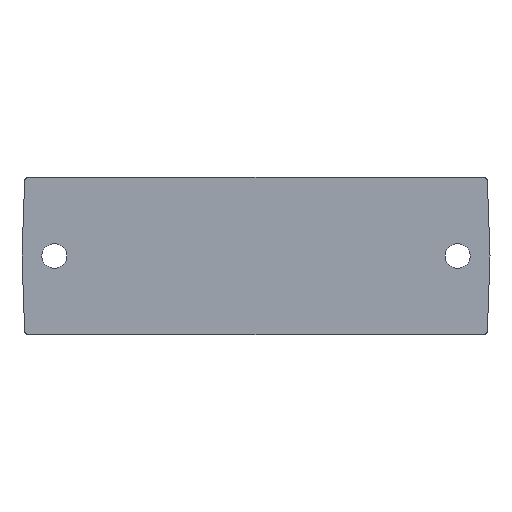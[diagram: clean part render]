
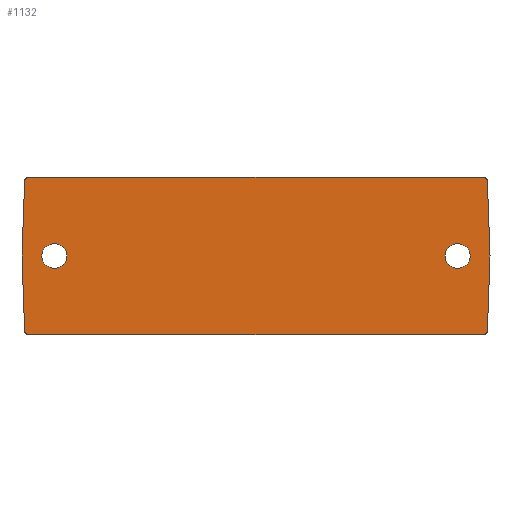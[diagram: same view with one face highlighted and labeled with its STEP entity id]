
A CAD part, front view. The second image highlights one B-rep face of the part: STEP entity #1132.
In plain terms, the highlighted planar face has unit normal (0, -1, 0).
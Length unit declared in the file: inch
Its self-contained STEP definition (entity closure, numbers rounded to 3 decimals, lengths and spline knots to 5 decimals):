
#97 = CARTESIAN_POINT ( 'NONE',  ( 1.76575, -1.12598, -0.59449 ) ) ;
#133 = DIRECTION ( 'NONE',  ( -1., 0., 0. ) ) ;
#173 = CIRCLE ( 'NONE', #445, 0.094 ) ;
#293 = DIRECTION ( 'NONE',  ( -0.035, 0., 0.999 ) ) ;
#320 = CARTESIAN_POINT ( 'NONE',  ( -1.71602, -1.12598, 0.56449 ) ) ;
#355 = EDGE_CURVE ( 'NONE', #3024, #1521, #1196, .T. ) ;
#375 = EDGE_CURVE ( 'NONE', #2740, #4022, #3651, .T. ) ;
#409 = LINE ( 'NONE', #3259, #3706 ) ;
#441 = DIRECTION ( 'NONE',  ( 1., 0., 0. ) ) ;
#445 = AXIS2_PLACEMENT_3D ( 'NONE', #2748, #3105, #4030 ) ;
#508 = VECTOR ( 'NONE', #293, 39.37008 ) ;
#525 = CARTESIAN_POINT ( 'NONE',  ( -1.52165, -1.12598, 0.094 ) ) ;
#565 = VERTEX_POINT ( 'NONE', #1682 ) ;
#584 = DIRECTION ( 'NONE',  ( -1., 0., 0. ) ) ;
#674 = CARTESIAN_POINT ( 'NONE',  ( -1.52165, -1.12598, 0. ) ) ;
#718 = CARTESIAN_POINT ( 'NONE',  ( -1.71602, -1.12598, -0.59449 ) ) ;
#787 = CIRCLE ( 'NONE', #1621, 0.094 ) ;
#858 = CARTESIAN_POINT ( 'NONE',  ( -1.7636, -1.12598, -0.06159 ) ) ;
#864 = CIRCLE ( 'NONE', #4003, 0.094 ) ;
#896 = CARTESIAN_POINT ( 'NONE',  ( -1.746, -1.12598, 0.56554 ) ) ;
#915 = EDGE_CURVE ( 'NONE', #1216, #1371, #2026, .T. ) ;
#1080 = CIRCLE ( 'NONE', #1717, 0.03 ) ;
#1085 = EDGE_LOOP ( 'NONE', ( #3331, #3575 ) ) ;
#1125 = FACE_BOUND ( 'NONE', #1085, .T. ) ;
#1131 = ORIENTED_EDGE ( 'NONE', *, *, #2841, .T. ) ;
#1132 = ADVANCED_FACE ( 'NONE', ( #1125, #2169, #2763 ), #3953, .F. ) ;
#1196 = LINE ( 'NONE', #3132, #1345 ) ;
#1206 = EDGE_CURVE ( 'NONE', #3082, #2862, #173, .T. ) ;
#1216 = VERTEX_POINT ( 'NONE', #3399 ) ;
#1217 = CARTESIAN_POINT ( 'NONE',  ( -1.52165, -1.12598, -0.094 ) ) ;
#1222 = CARTESIAN_POINT ( 'NONE',  ( 1.52165, -1.12598, 0. ) ) ;
#1270 = ORIENTED_EDGE ( 'NONE', *, *, #915, .T. ) ;
#1277 = EDGE_CURVE ( 'NONE', #3640, #1764, #1913, .T. ) ;
#1283 = DIRECTION ( 'NONE',  ( 0., 1., 0. ) ) ;
#1317 = DIRECTION ( 'NONE',  ( -1., 0., 0. ) ) ;
#1345 = VECTOR ( 'NONE', #4099, 39.37008 ) ;
#1357 = AXIS2_PLACEMENT_3D ( 'NONE', #3785, #2158, #1864 ) ;
#1359 = VECTOR ( 'NONE', #441, 39.37008 ) ;
#1370 = CARTESIAN_POINT ( 'NONE',  ( -1.52165, -1.12598, 0. ) ) ;
#1371 = VERTEX_POINT ( 'NONE', #896 ) ;
#1417 = EDGE_CURVE ( 'NONE', #1475, #3024, #1080, .T. ) ;
#1453 = CARTESIAN_POINT ( 'NONE',  ( 1.76575, -1.12598, 0. ) ) ;
#1475 = VERTEX_POINT ( 'NONE', #2160 ) ;
#1521 = VERTEX_POINT ( 'NONE', #1453 ) ;
#1527 = ORIENTED_EDGE ( 'NONE', *, *, #1277, .T. ) ;
#1552 = CIRCLE ( 'NONE', #2873, 0.094 ) ;
#1579 = VERTEX_POINT ( 'NONE', #525 ) ;
#1591 = EDGE_CURVE ( 'NONE', #3640, #565, #1712, .T. ) ;
#1621 = AXIS2_PLACEMENT_3D ( 'NONE', #1222, #2225, #1897 ) ;
#1682 = CARTESIAN_POINT ( 'NONE',  ( -1.76575, -1.12598, 0. ) ) ;
#1712 = LINE ( 'NONE', #858, #2368 ) ;
#1717 = AXIS2_PLACEMENT_3D ( 'NONE', #4077, #3146, #584 ) ;
#1764 = VERTEX_POINT ( 'NONE', #718 ) ;
#1864 = DIRECTION ( 'NONE',  ( -1., 0., 0. ) ) ;
#1869 = ORIENTED_EDGE ( 'NONE', *, *, #1417, .T. ) ;
#1897 = DIRECTION ( 'NONE',  ( 0., 0., 1. ) ) ;
#1913 = CIRCLE ( 'NONE', #2293, 0.03 ) ;
#1952 = EDGE_CURVE ( 'NONE', #1216, #4022, #2070, .T. ) ;
#1986 = ORIENTED_EDGE ( 'NONE', *, *, #3316, .T. ) ;
#2026 = CIRCLE ( 'NONE', #2754, 0.03 ) ;
#2045 = CARTESIAN_POINT ( 'NONE',  ( 1.76575, -1.12598, 0.59449 ) ) ;
#2070 = LINE ( 'NONE', #2690, #1359 ) ;
#2126 = DIRECTION ( 'NONE',  ( -0.035, 0., 0.999 ) ) ;
#2158 = DIRECTION ( 'NONE',  ( 0., -1., 0. ) ) ;
#2160 = CARTESIAN_POINT ( 'NONE',  ( 1.71602, -1.12598, -0.59449 ) ) ;
#2169 = FACE_BOUND ( 'NONE', #2278, .T. ) ;
#2225 = DIRECTION ( 'NONE',  ( 0., 1., 0. ) ) ;
#2278 = EDGE_LOOP ( 'NONE', ( #2433, #1131 ) ) ;
#2293 = AXIS2_PLACEMENT_3D ( 'NONE', #2790, #2422, #2733 ) ;
#2334 = ORIENTED_EDGE ( 'NONE', *, *, #3508, .T. ) ;
#2345 = DIRECTION ( 'NONE',  ( 0., 0., 1. ) ) ;
#2368 = VECTOR ( 'NONE', #2126, 39.37008 ) ;
#2422 = DIRECTION ( 'NONE',  ( 0., -1., 0. ) ) ;
#2433 = ORIENTED_EDGE ( 'NONE', *, *, #3432, .T. ) ;
#2628 = DIRECTION ( 'NONE',  ( 0., 1., 0. ) ) ;
#2635 = ORIENTED_EDGE ( 'NONE', *, *, #375, .T. ) ;
#2651 = VECTOR ( 'NONE', #3601, 39.37008 ) ;
#2690 = CARTESIAN_POINT ( 'NONE',  ( 1.76575, -1.12598, 0.59449 ) ) ;
#2733 = DIRECTION ( 'NONE',  ( -1., 0., 0. ) ) ;
#2738 = CARTESIAN_POINT ( 'NONE',  ( 1.52165, -1.12598, 0.094 ) ) ;
#2739 = LINE ( 'NONE', #3441, #508 ) ;
#2740 = VERTEX_POINT ( 'NONE', #4083 ) ;
#2748 = CARTESIAN_POINT ( 'NONE',  ( 1.52165, -1.12598, 0. ) ) ;
#2754 = AXIS2_PLACEMENT_3D ( 'NONE', #320, #3868, #1317 ) ;
#2758 = EDGE_LOOP ( 'NONE', ( #2860, #1527, #2334, #1869, #3415, #1986, #2635, #3314, #1270, #3660 ) ) ;
#2763 = FACE_OUTER_BOUND ( 'NONE', #2758, .T. ) ;
#2790 = CARTESIAN_POINT ( 'NONE',  ( -1.71602, -1.12598, -0.56449 ) ) ;
#2802 = CARTESIAN_POINT ( 'NONE',  ( 1.52165, -1.12598, -0.094 ) ) ;
#2841 = EDGE_CURVE ( 'NONE', #3787, #1579, #1552, .T. ) ;
#2860 = ORIENTED_EDGE ( 'NONE', *, *, #1591, .F. ) ;
#2862 = VERTEX_POINT ( 'NONE', #2802 ) ;
#2873 = AXIS2_PLACEMENT_3D ( 'NONE', #1370, #2628, #2345 ) ;
#2925 = AXIS2_PLACEMENT_3D ( 'NONE', #2045, #3360, #133 ) ;
#2942 = EDGE_CURVE ( 'NONE', #565, #1371, #409, .T. ) ;
#2999 = CARTESIAN_POINT ( 'NONE',  ( -1.746, -1.12598, -0.56554 ) ) ;
#3024 = VERTEX_POINT ( 'NONE', #3650 ) ;
#3082 = VERTEX_POINT ( 'NONE', #2738 ) ;
#3105 = DIRECTION ( 'NONE',  ( 0., 1., 0. ) ) ;
#3132 = CARTESIAN_POINT ( 'NONE',  ( 1.7636, -1.12598, -0.06159 ) ) ;
#3146 = DIRECTION ( 'NONE',  ( 0., -1., 0. ) ) ;
#3259 = CARTESIAN_POINT ( 'NONE',  ( -1.76575, -1.12598, 0. ) ) ;
#3314 = ORIENTED_EDGE ( 'NONE', *, *, #1952, .F. ) ;
#3316 = EDGE_CURVE ( 'NONE', #1521, #2740, #2739, .T. ) ;
#3331 = ORIENTED_EDGE ( 'NONE', *, *, #1206, .T. ) ;
#3360 = DIRECTION ( 'NONE',  ( 0., 1., 0. ) ) ;
#3399 = CARTESIAN_POINT ( 'NONE',  ( -1.71602, -1.12598, 0.59449 ) ) ;
#3415 = ORIENTED_EDGE ( 'NONE', *, *, #355, .T. ) ;
#3432 = EDGE_CURVE ( 'NONE', #1579, #3787, #864, .T. ) ;
#3441 = CARTESIAN_POINT ( 'NONE',  ( 1.76575, -1.12598, 0. ) ) ;
#3476 = CARTESIAN_POINT ( 'NONE',  ( 1.71602, -1.12598, 0.59449 ) ) ;
#3508 = EDGE_CURVE ( 'NONE', #1764, #1475, #4000, .T. ) ;
#3530 = DIRECTION ( 'NONE',  ( 0., 0., 1. ) ) ;
#3545 = DIRECTION ( 'NONE',  ( 0.035, 0., 0.999 ) ) ;
#3575 = ORIENTED_EDGE ( 'NONE', *, *, #3964, .T. ) ;
#3601 = DIRECTION ( 'NONE',  ( 1., 0., 0. ) ) ;
#3640 = VERTEX_POINT ( 'NONE', #2999 ) ;
#3650 = CARTESIAN_POINT ( 'NONE',  ( 1.746, -1.12598, -0.56554 ) ) ;
#3651 = CIRCLE ( 'NONE', #1357, 0.03 ) ;
#3660 = ORIENTED_EDGE ( 'NONE', *, *, #2942, .F. ) ;
#3706 = VECTOR ( 'NONE', #3545, 39.37008 ) ;
#3785 = CARTESIAN_POINT ( 'NONE',  ( 1.71602, -1.12598, 0.56449 ) ) ;
#3787 = VERTEX_POINT ( 'NONE', #1217 ) ;
#3868 = DIRECTION ( 'NONE',  ( 0., -1., 0. ) ) ;
#3953 = PLANE ( 'NONE',  #2925 ) ;
#3964 = EDGE_CURVE ( 'NONE', #2862, #3082, #787, .T. ) ;
#4000 = LINE ( 'NONE', #97, #2651 ) ;
#4003 = AXIS2_PLACEMENT_3D ( 'NONE', #674, #1283, #3530 ) ;
#4022 = VERTEX_POINT ( 'NONE', #3476 ) ;
#4030 = DIRECTION ( 'NONE',  ( 0., 0., 1. ) ) ;
#4077 = CARTESIAN_POINT ( 'NONE',  ( 1.71602, -1.12598, -0.56449 ) ) ;
#4083 = CARTESIAN_POINT ( 'NONE',  ( 1.746, -1.12598, 0.56554 ) ) ;
#4099 = DIRECTION ( 'NONE',  ( 0.035, 0., 0.999 ) ) ;
